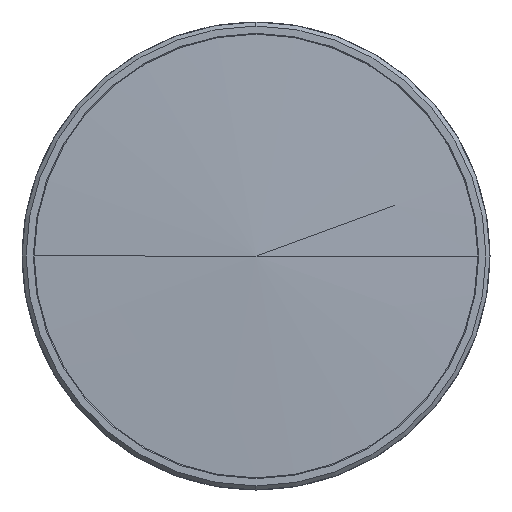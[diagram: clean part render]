
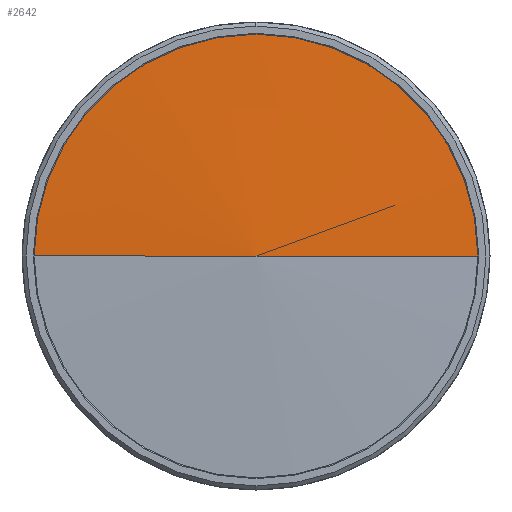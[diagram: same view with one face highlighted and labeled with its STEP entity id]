
A CAD part, left-side view. The second image highlights one B-rep face of the part: STEP entity #2642.
In plain terms, the highlighted conical face has half-angle 87.526 degrees and reference radius 23142.6 mm.
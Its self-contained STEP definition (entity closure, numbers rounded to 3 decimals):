
#138 = VECTOR ( 'NONE', #3793, 1000. ) ;
#364 = AXIS2_PLACEMENT_3D ( 'NONE', #6640, #7204, #409 ) ;
#409 = DIRECTION ( 'NONE',  ( 0., 0., -1. ) ) ;
#949 = DIRECTION ( 'NONE',  ( 0., 1., 0. ) ) ;
#1029 = DIRECTION ( 'NONE',  ( 1., 0., 0. ) ) ;
#1285 = ORIENTED_EDGE ( 'NONE', *, *, #3312, .F. ) ;
#1606 = CARTESIAN_POINT ( 'NONE',  ( 0., 0., 0. ) ) ;
#2083 = VERTEX_POINT ( 'NONE', #3968 ) ;
#2323 = EDGE_LOOP ( 'NONE', ( #1285, #3603, #4748 ) ) ;
#2642 = ADVANCED_FACE ( 'NONE', ( #6110 ), #6903, .T. ) ;
#2769 = VERTEX_POINT ( 'NONE', #5582 ) ;
#3232 = VERTEX_POINT ( 'NONE', #4639 ) ;
#3312 = EDGE_CURVE ( 'NONE', #2769, #2083, #5073, .T. ) ;
#3603 = ORIENTED_EDGE ( 'NONE', *, *, #4089, .T. ) ;
#3793 = DIRECTION ( 'NONE',  ( 0.043, -0.999, 0. ) ) ;
#3946 = VECTOR ( 'NONE', #4077, 1000. ) ;
#3968 = CARTESIAN_POINT ( 'NONE',  ( 5.857, 135.55, 0. ) ) ;
#4077 = DIRECTION ( 'NONE',  ( 0.043, 0.999, 0. ) ) ;
#4089 = EDGE_CURVE ( 'NONE', #2769, #3232, #6836, .T. ) ;
#4310 = CARTESIAN_POINT ( 'NONE',  ( 1000., 0., 0. ) ) ;
#4415 = AXIS2_PLACEMENT_3D ( 'NONE', #4310, #1029, #949 ) ;
#4639 = CARTESIAN_POINT ( 'NONE',  ( 5.857, -135.55, 0. ) ) ;
#4748 = ORIENTED_EDGE ( 'NONE', *, *, #6424, .F. ) ;
#4875 = CIRCLE ( 'NONE', #364, 135.55 ) ;
#5073 = LINE ( 'NONE', #6360, #3946 ) ;
#5582 = CARTESIAN_POINT ( 'NONE',  ( 0., 0., 0. ) ) ;
#6110 = FACE_OUTER_BOUND ( 'NONE', #2323, .T. ) ;
#6360 = CARTESIAN_POINT ( 'NONE',  ( 0., 0., 0. ) ) ;
#6424 = EDGE_CURVE ( 'NONE', #2083, #3232, #4875, .T. ) ;
#6640 = CARTESIAN_POINT ( 'NONE',  ( 5.857, 0., 0. ) ) ;
#6836 = LINE ( 'NONE', #1606, #138 ) ;
#6903 = CONICAL_SURFACE ( 'NONE', #4415, 23142.572, 1.528 ) ;
#7204 = DIRECTION ( 'NONE',  ( 1., 0., 0. ) ) ;
